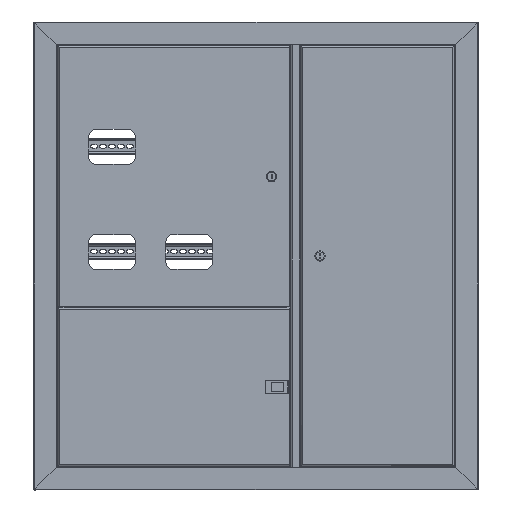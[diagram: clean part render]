
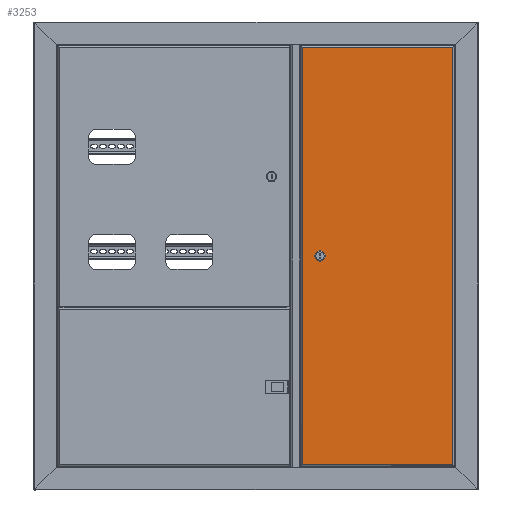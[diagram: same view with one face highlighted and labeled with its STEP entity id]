
A CAD part, top view. The second image highlights one B-rep face of the part: STEP entity #3253.
In plain terms, the highlighted planar face has unit normal (0, 0, 1).
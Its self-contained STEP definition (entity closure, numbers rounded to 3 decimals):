
#1101 = DIRECTION ( 'NONE',  ( 0., 0., -1. ) ) ;
#2263 = DIRECTION ( 'NONE',  ( 0., 1., 0. ) ) ;
#2642 = ORIENTED_EDGE ( 'NONE', *, *, #24906, .F. ) ;
#2785 = CARTESIAN_POINT ( 'NONE',  ( 1.7, 1.7, 0. ) ) ;
#3253 = ADVANCED_FACE ( 'NONE', ( #17433, #29936 ), #34039, .F. ) ;
#3869 = AXIS2_PLACEMENT_3D ( 'NONE', #26630, #30715, #10045 ) ;
#3991 = CARTESIAN_POINT ( 'NONE',  ( 451.849, 48.5, 0. ) ) ;
#4846 = ORIENTED_EDGE ( 'NONE', *, *, #12875, .T. ) ;
#5394 = DIRECTION ( 'NONE',  ( -1., 0., 0. ) ) ;
#6537 = VERTEX_POINT ( 'NONE', #29495 ) ;
#6886 = LINE ( 'NONE', #2785, #44523 ) ;
#8181 = ORIENTED_EDGE ( 'NONE', *, *, #36429, .F. ) ;
#8363 = AXIS2_PLACEMENT_3D ( 'NONE', #22463, #42550, #38200 ) ;
#9485 = CARTESIAN_POINT ( 'NONE',  ( 894.993, 324., 0. ) ) ;
#9623 = DIRECTION ( 'NONE',  ( 1., 0., 0. ) ) ;
#10045 = DIRECTION ( 'NONE',  ( 1., 0., 0. ) ) ;
#10093 = LINE ( 'NONE', #14431, #23449 ) ;
#10352 = CARTESIAN_POINT ( 'NONE',  ( 1.7, 324., 0. ) ) ;
#10642 = VECTOR ( 'NONE', #50072, 1000. ) ;
#10711 = ORIENTED_EDGE ( 'NONE', *, *, #14654, .T. ) ;
#11925 = AXIS2_PLACEMENT_3D ( 'NONE', #16204, #49354, #9623 ) ;
#12875 = EDGE_CURVE ( 'NONE', #37549, #34887, #6886, .T. ) ;
#13136 = VERTEX_POINT ( 'NONE', #10352 ) ;
#14431 = CARTESIAN_POINT ( 'NONE',  ( 451.849, 31.5, 0. ) ) ;
#14654 = EDGE_CURVE ( 'NONE', #14737, #13136, #30155, .T. ) ;
#14737 = VERTEX_POINT ( 'NONE', #27421 ) ;
#16050 = EDGE_LOOP ( 'NONE', ( #2642, #36300, #33751, #8181, #42282 ) ) ;
#16204 = CARTESIAN_POINT ( 'NONE',  ( 448.2, 40., 0. ) ) ;
#16308 = EDGE_CURVE ( 'NONE', #6537, #35908, #35130, .T. ) ;
#16862 = ORIENTED_EDGE ( 'NONE', *, *, #36221, .T. ) ;
#17433 = FACE_BOUND ( 'NONE', #16050, .T. ) ;
#18160 = VECTOR ( 'NONE', #2263, 1000. ) ;
#18859 = DIRECTION ( 'NONE',  ( 1., 0., 0. ) ) ;
#20631 = EDGE_CURVE ( 'NONE', #45072, #6537, #37923, .T. ) ;
#21249 = DIRECTION ( 'NONE',  ( -1., 0., 0. ) ) ;
#21984 = AXIS2_PLACEMENT_3D ( 'NONE', #42437, #1101, #21249 ) ;
#22463 = CARTESIAN_POINT ( 'NONE',  ( 448.2, 40., 0. ) ) ;
#23449 = VECTOR ( 'NONE', #39160, 1000. ) ;
#24906 = EDGE_CURVE ( 'NONE', #35908, #34284, #25342, .T. ) ;
#25342 = LINE ( 'NONE', #42192, #10642 ) ;
#26630 = CARTESIAN_POINT ( 'NONE',  ( 448.2, 40., 0. ) ) ;
#26749 = CARTESIAN_POINT ( 'NONE',  ( 451.849, 31.5, 0. ) ) ;
#27091 = EDGE_CURVE ( 'NONE', #13136, #37549, #36139, .T. ) ;
#27421 = CARTESIAN_POINT ( 'NONE',  ( 894.7, 324., 0. ) ) ;
#29495 = CARTESIAN_POINT ( 'NONE',  ( 457.45, 40., 0. ) ) ;
#29936 = FACE_OUTER_BOUND ( 'NONE', #49821, .T. ) ;
#30155 = LINE ( 'NONE', #9485, #42810 ) ;
#30715 = DIRECTION ( 'NONE',  ( 0., 0., 1. ) ) ;
#31677 = LINE ( 'NONE', #48744, #18160 ) ;
#33751 = ORIENTED_EDGE ( 'NONE', *, *, #20631, .F. ) ;
#34039 = PLANE ( 'NONE',  #21984 ) ;
#34284 = VERTEX_POINT ( 'NONE', #49900 ) ;
#34887 = VERTEX_POINT ( 'NONE', #47913 ) ;
#35130 = CIRCLE ( 'NONE', #3869, 9.25 ) ;
#35870 = DIRECTION ( 'NONE',  ( 0., -1., 0. ) ) ;
#35908 = VERTEX_POINT ( 'NONE', #3991 ) ;
#36139 = LINE ( 'NONE', #52691, #52498 ) ;
#36221 = EDGE_CURVE ( 'NONE', #34887, #14737, #31677, .T. ) ;
#36300 = ORIENTED_EDGE ( 'NONE', *, *, #16308, .F. ) ;
#36429 = EDGE_CURVE ( 'NONE', #45665, #45072, #10093, .T. ) ;
#37376 = CARTESIAN_POINT ( 'NONE',  ( 1.7, 1.7, 0. ) ) ;
#37549 = VERTEX_POINT ( 'NONE', #37376 ) ;
#37923 = CIRCLE ( 'NONE', #11925, 9.25 ) ;
#38200 = DIRECTION ( 'NONE',  ( 1., 0., 0. ) ) ;
#39160 = DIRECTION ( 'NONE',  ( 1., 0., 0. ) ) ;
#42192 = CARTESIAN_POINT ( 'NONE',  ( 451.849, 48.5, 0. ) ) ;
#42198 = CIRCLE ( 'NONE', #8363, 9.25 ) ;
#42282 = ORIENTED_EDGE ( 'NONE', *, *, #53686, .F. ) ;
#42437 = CARTESIAN_POINT ( 'NONE',  ( 0., 325.7, 0. ) ) ;
#42550 = DIRECTION ( 'NONE',  ( 0., 0., 1. ) ) ;
#42810 = VECTOR ( 'NONE', #5394, 1000. ) ;
#43239 = ORIENTED_EDGE ( 'NONE', *, *, #27091, .T. ) ;
#44523 = VECTOR ( 'NONE', #18859, 1000. ) ;
#45072 = VERTEX_POINT ( 'NONE', #26749 ) ;
#45665 = VERTEX_POINT ( 'NONE', #51702 ) ;
#47913 = CARTESIAN_POINT ( 'NONE',  ( 894.7, 1.7, 0. ) ) ;
#48744 = CARTESIAN_POINT ( 'NONE',  ( 894.7, 0., 0. ) ) ;
#49354 = DIRECTION ( 'NONE',  ( 0., 0., 1. ) ) ;
#49821 = EDGE_LOOP ( 'NONE', ( #4846, #16862, #10711, #43239 ) ) ;
#49900 = CARTESIAN_POINT ( 'NONE',  ( 444.551, 48.5, 0. ) ) ;
#50072 = DIRECTION ( 'NONE',  ( -1., 0., 0. ) ) ;
#51702 = CARTESIAN_POINT ( 'NONE',  ( 444.551, 31.5, 0. ) ) ;
#52498 = VECTOR ( 'NONE', #35870, 1000. ) ;
#52691 = CARTESIAN_POINT ( 'NONE',  ( 1.7, 324.293, 0. ) ) ;
#53686 = EDGE_CURVE ( 'NONE', #34284, #45665, #42198, .T. ) ;
